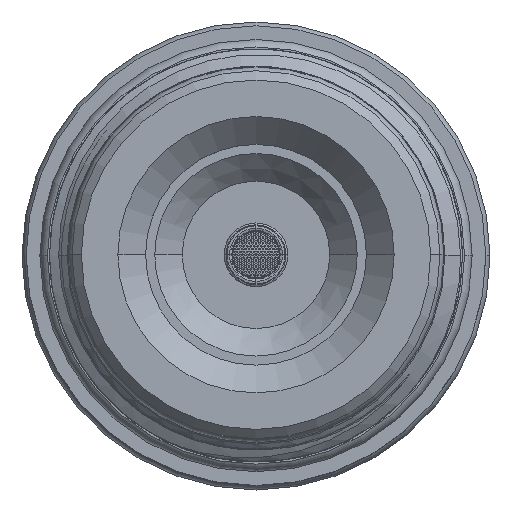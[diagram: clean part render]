
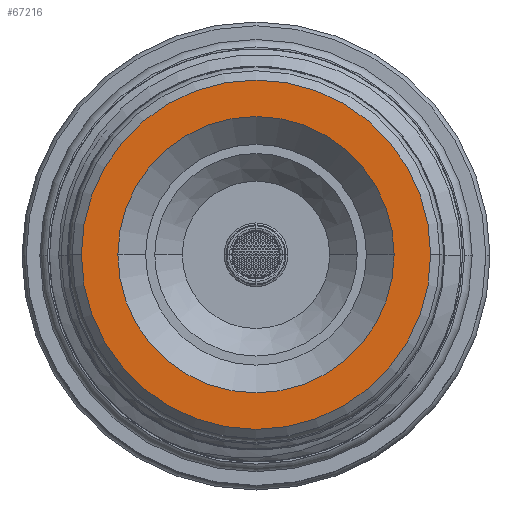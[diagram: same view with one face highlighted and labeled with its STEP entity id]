
A CAD part, top view. The second image highlights one B-rep face of the part: STEP entity #67216.
In plain terms, the highlighted planar face has unit normal (0, 0, 1).
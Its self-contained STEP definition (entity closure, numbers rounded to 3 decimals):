
#1046 = VERTEX_POINT ( 'NONE', #86439 ) ;
#3777 = VERTEX_POINT ( 'NONE', #58138 ) ;
#19444 = CARTESIAN_POINT ( 'NONE',  ( -15.075, 0., 108.85 ) ) ;
#22310 = CARTESIAN_POINT ( 'NONE',  ( -15.075, 0., 108.85 ) ) ;
#23190 = CARTESIAN_POINT ( 'NONE',  ( 0., 0., 108.85 ) ) ;
#26659 = CIRCLE ( 'NONE', #68187, 11.925 ) ;
#26717 = CARTESIAN_POINT ( 'NONE',  ( -11.925, 0., 108.85 ) ) ;
#28105 = DIRECTION ( 'NONE',  ( 0., 0., 1. ) ) ;
#30383 = CIRCLE ( 'NONE', #62292, 11.925 ) ;
#30840 = DIRECTION ( 'NONE',  ( 1., 0., 0. ) ) ;
#33725 = VERTEX_POINT ( 'NONE', #26717 ) ;
#36736 = AXIS2_PLACEMENT_3D ( 'NONE', #56978, #88545, #76671 ) ;
#39560 = DIRECTION ( 'NONE',  ( 0., 0., 1. ) ) ;
#42361 = FACE_OUTER_BOUND ( 'NONE', #43781, .T. ) ;
#43781 = EDGE_LOOP ( 'NONE', ( #62489, #50045 ) ) ;
#44135 = ORIENTED_EDGE ( 'NONE', *, *, #52546, .F. ) ;
#49291 = EDGE_CURVE ( 'NONE', #1046, #33725, #26659, .T. ) ;
#50045 = ORIENTED_EDGE ( 'NONE', *, *, #63951, .F. ) ;
#52546 = EDGE_CURVE ( 'NONE', #33725, #1046, #30383, .T. ) ;
#53117 = DIRECTION ( 'NONE',  ( 0., 0., -1. ) ) ;
#56657 = EDGE_CURVE ( 'NONE', #70525, #3777, #63617, .T. ) ;
#56978 = CARTESIAN_POINT ( 'NONE',  ( 0., 0., 108.85 ) ) ;
#58138 = CARTESIAN_POINT ( 'NONE',  ( 15.075, 0., 108.85 ) ) ;
#62292 = AXIS2_PLACEMENT_3D ( 'NONE', #95088, #39560, #71524 ) ;
#62489 = ORIENTED_EDGE ( 'NONE', *, *, #56657, .F. ) ;
#63617 = CIRCLE ( 'NONE', #94960, 15.075 ) ;
#63762 = DIRECTION ( 'NONE',  ( 0., 0., 1. ) ) ;
#63951 = EDGE_CURVE ( 'NONE', #3777, #70525, #100457, .T. ) ;
#67216 = ADVANCED_FACE ( 'NONE', ( #42361, #92029 ), #98534, .T. ) ;
#68187 = AXIS2_PLACEMENT_3D ( 'NONE', #23190, #63762, #30840 ) ;
#70026 = AXIS2_PLACEMENT_3D ( 'NONE', #19444, #28105, #91232 ) ;
#70525 = VERTEX_POINT ( 'NONE', #22310 ) ;
#71524 = DIRECTION ( 'NONE',  ( 1., 0., 0. ) ) ;
#76671 = DIRECTION ( 'NONE',  ( -1., 0., 0. ) ) ;
#83160 = EDGE_LOOP ( 'NONE', ( #98262, #44135 ) ) ;
#84341 = DIRECTION ( 'NONE',  ( -1., 0., 0. ) ) ;
#86439 = CARTESIAN_POINT ( 'NONE',  ( 11.925, 0., 108.85 ) ) ;
#88545 = DIRECTION ( 'NONE',  ( 0., 0., -1. ) ) ;
#91232 = DIRECTION ( 'NONE',  ( 1., 0., 0. ) ) ;
#92029 = FACE_BOUND ( 'NONE', #83160, .T. ) ;
#94960 = AXIS2_PLACEMENT_3D ( 'NONE', #100972, #53117, #84341 ) ;
#95088 = CARTESIAN_POINT ( 'NONE',  ( 0., 0., 108.85 ) ) ;
#98262 = ORIENTED_EDGE ( 'NONE', *, *, #49291, .F. ) ;
#98534 = PLANE ( 'NONE',  #70026 ) ;
#100457 = CIRCLE ( 'NONE', #36736, 15.075 ) ;
#100972 = CARTESIAN_POINT ( 'NONE',  ( 0., 0., 108.85 ) ) ;
